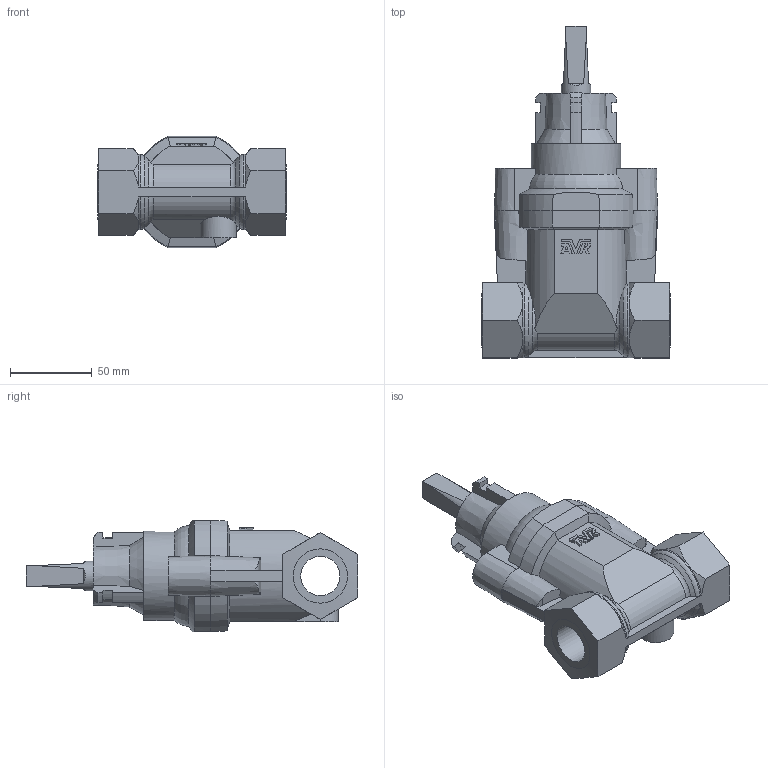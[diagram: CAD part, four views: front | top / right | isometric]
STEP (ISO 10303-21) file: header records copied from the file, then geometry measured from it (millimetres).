
FILE_DESCRIPTION (( 'STEP AP203' ), '1' );
FILE_NAME ('O_03_00_DN025_X0X_AA0.step', '2017-10-16T08:58:06', ( 'Windows User' ), ( 'AVK' ), 'SwSTEP 2.0', 'SolidWorks 2012', '' );
FILE_SCHEMA (( 'CONFIG_CONTROL_DESIGN' ));
Length unit declared in the file: millimetre
Products named in the file (1): O_03_00_DN025_X0X_AA0
Bounding box: 115 x 203 x 68 mm (x, y, z)
Volume: 504269.2 mm3; surface area: 61129.3 mm2
Topology: 1 solids, 1 shells, 240 faces, 659 edges, 427 vertices
Faces by surface type: plane 115, cylinder 66, cone 48, torus 11
Full cylindrical faces by diameter (mm): 18 x1, 24 x1, 54.5 x1
Entity records: 8189 total; most frequent: CARTESIAN_POINT 2267, ORIENTED_EDGE 1300, DIRECTION 1145, EDGE_CURVE 650, AXIS2_PLACEMENT_3D 430, VERTEX_POINT 424, LINE 285, VECTOR 285
